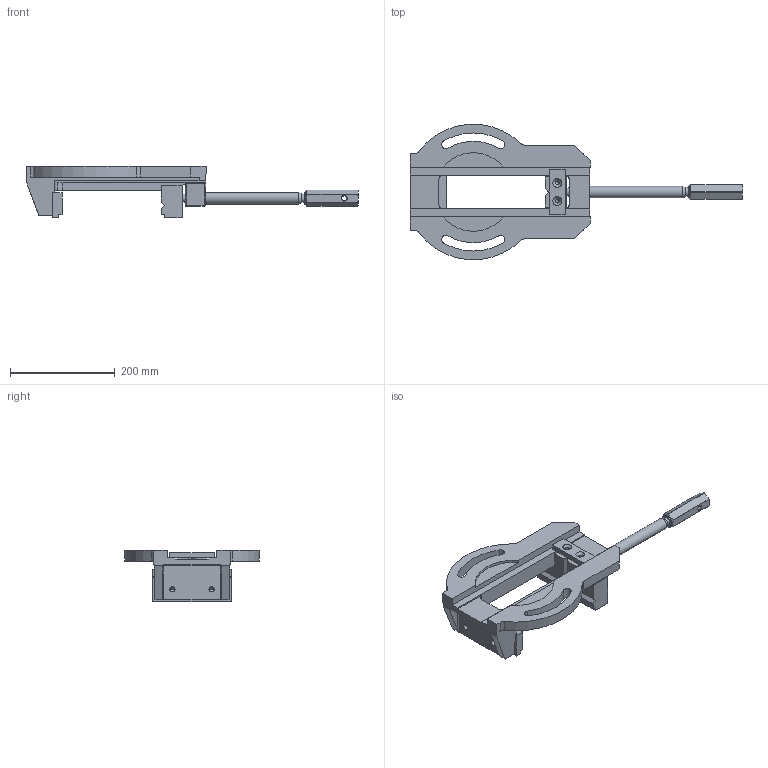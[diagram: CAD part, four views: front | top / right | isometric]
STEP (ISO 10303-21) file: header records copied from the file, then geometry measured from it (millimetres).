
FILE_DESCRIPTION(/* description */ (''),/* implementation_level */ '2;1');
FILE_NAME(/* name */ '82_150_Mordaza.stp',/* time_stamp */ '2013-07-31T10:46:37+02:00',/* author */ (''),/* organization */ (''),/* preprocessor_version */ 'ST-DEVELOPER v11',/* originating_system */ 'SIEMENS PLM Software NX 7.5',/* authorisation */ '');
FILE_SCHEMA (('AUTOMOTIVE_DESIGN { 1 0 10303 214 1 1 1 1 }'));
Length unit declared in the file: millimetre
Products named in the file (1): 82_150_Mordaza
Bounding box: 635.45 x 259.1 x 99 mm (x, y, z)
Volume: 2293208.4 mm3; surface area: 313325.6 mm2
Topology: 5 solids, 5 shells, 203 faces, 539 edges, 348 vertices
Faces by surface type: plane 112, cylinder 57, cone 22, bspline 6, sphere 6
Full cylindrical faces by diameter (mm): 6.75 x2, 6.8 x1, 8.5 x2, 8.782 x2, 10 x3, 10.5 x2, 12 x1, 16 x2, 17 x3, 18 x1, 19.25 x1, 22 x2
Entity records: 6979 total; most frequent: CARTESIAN_POINT 1558, DIRECTION 974, ORIENTED_EDGE 960, EDGE_CURVE 480, AXIS2_PLACEMENT_3D 338, VERTEX_POINT 335, LINE 298, VECTOR 298
